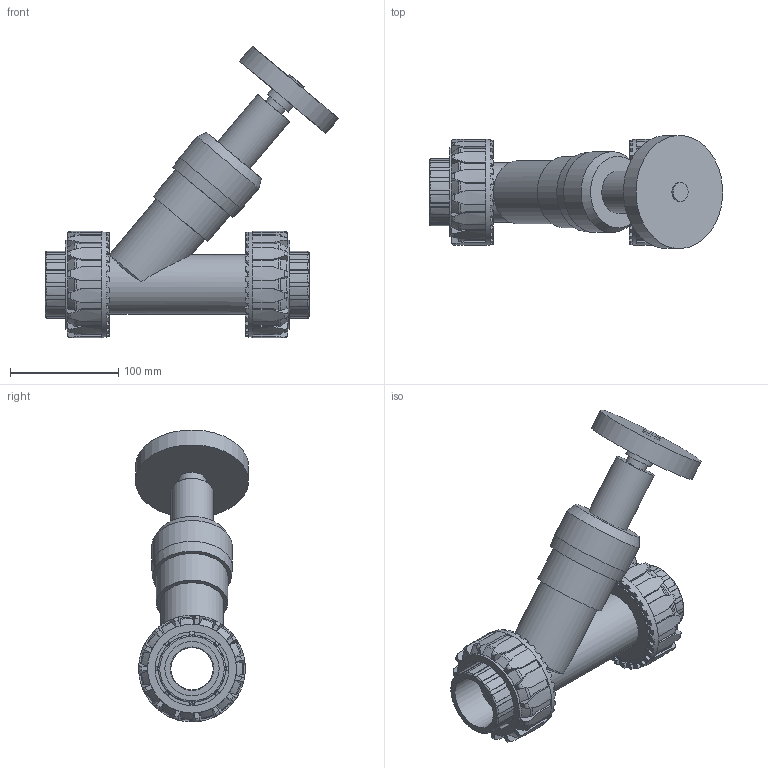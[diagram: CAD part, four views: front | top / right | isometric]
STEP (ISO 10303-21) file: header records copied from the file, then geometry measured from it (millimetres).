
FILE_DESCRIPTION(/* description */ (''),/* implementation_level */ '2;1');
FILE_NAME(/* name */ 'VVUIV050E.iam.stp',/* time_stamp */ '2013-10-01T10:43:56+02:00',/* author */ ('bfaro'),/* organization */ (''),/* preprocessor_version */ 'ST-DEVELOPER v15.2',/* originating_system */ 'Autodesk Inventor 2014',/* authorisation */ '');
FILE_SCHEMA (('AUTOMOTIVE_DESIGN { 1 0 10303 214 3 1 1 }'));
Length unit declared in the file: millimetre
Products named in the file (5): cassa RVU-V 50; NTVKD050V; ENDIV050; Volantino VV 50; VVUIV050E
Bounding box: 270.21 x 104.04 x 269.12 mm (x, y, z)
Volume: 1100836.8 mm3; surface area: 243243 mm2
Topology: 6 solids, 6 shells, 906 faces, 2567 edges, 1689 vertices
Faces by surface type: plane 670, cylinder 138, torus 62, cone 36
Full cylindrical faces by diameter (mm): 18 x1, 19.5 x1, 26 x1, 39 x2, 40 x2, 49 x1, 50 x2, 51.1 x1, 55 x1, 58.136 x1, 62 x2, 65.71 x1, 68 x2, 74 x2, 74.5 x1, 77.8 x2, 81.5 x2, 81.9 x2, 87 x2, 104.371 x1
Entity records: 15717 total; most frequent: CARTESIAN_POINT 3279, DIRECTION 2754, ORIENTED_EDGE 2560, EDGE_CURVE 1280, AXIS2_PLACEMENT_3D 1104, VERTEX_POINT 857, LINE 546, VECTOR 546
